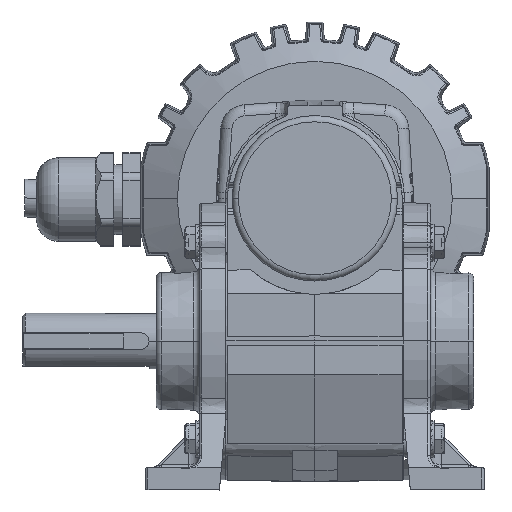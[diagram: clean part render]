
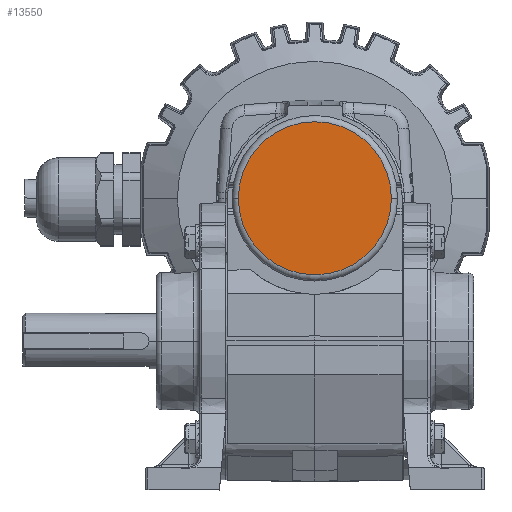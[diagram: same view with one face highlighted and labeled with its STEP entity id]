
A CAD part, top view. The second image highlights one B-rep face of the part: STEP entity #13550.
In plain terms, the highlighted planar face has unit normal (0, 0, 1).
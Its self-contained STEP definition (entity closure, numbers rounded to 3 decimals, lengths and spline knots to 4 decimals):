
#3971 = CIRCLE ( 'NONE', #57575, 0.86 ) ;
#4097 = CIRCLE ( 'NONE', #57774, 0.86 ) ;
#5565 = CARTESIAN_POINT ( 'NONE',  ( 0., 0., 4.876 ) ) ;
#5566 = DIRECTION ( 'NONE',  ( 0., 0., 1. ) ) ;
#5567 = DIRECTION ( 'NONE',  ( 1., 0., 0. ) ) ;
#6103 = CARTESIAN_POINT ( 'NONE',  ( 0., 0., 4.876 ) ) ;
#6105 = DIRECTION ( 'NONE',  ( 0., 0., 1. ) ) ;
#6107 = DIRECTION ( 'NONE',  ( 1., 0., 0. ) ) ;
#9421 = VERTEX_POINT ( 'NONE', #32862 ) ;
#9423 = VERTEX_POINT ( 'NONE', #32864 ) ;
#13550 = ADVANCED_FACE ( 'NONE', ( #17333 ), #19655, .T. ) ;
#17333 = FACE_OUTER_BOUND ( 'NONE', #51378, .T. ) ;
#19647 = CARTESIAN_POINT ( 'NONE',  ( 0., 0.86, 4.876 ) ) ;
#19655 = PLANE ( 'NONE',  #20853 ) ;
#19696 = DIRECTION ( 'NONE',  ( 0., 0., 1. ) ) ;
#19697 = DIRECTION ( 'NONE',  ( 1., 0., 0. ) ) ;
#20853 = AXIS2_PLACEMENT_3D ( 'NONE', #19647, #19696, #19697 ) ;
#21495 = EDGE_CURVE ( 'NONE', #9423, #9421, #3971, .T. ) ;
#21619 = EDGE_CURVE ( 'NONE', #9421, #9423, #4097, .T. ) ;
#28815 = ORIENTED_EDGE ( 'NONE', *, *, #21619, .T. ) ;
#28816 = ORIENTED_EDGE ( 'NONE', *, *, #21495, .T. ) ;
#32862 = CARTESIAN_POINT ( 'NONE',  ( 0.86, 0., 4.876 ) ) ;
#32864 = CARTESIAN_POINT ( 'NONE',  ( -0.86, 0., 4.876 ) ) ;
#51378 = EDGE_LOOP ( 'NONE', ( #28815, #28816 ) ) ;
#57575 = AXIS2_PLACEMENT_3D ( 'NONE', #5565, #5566, #5567 ) ;
#57774 = AXIS2_PLACEMENT_3D ( 'NONE', #6103, #6105, #6107 ) ;
